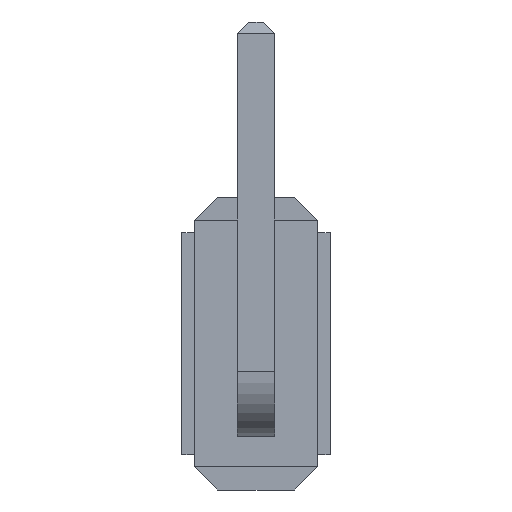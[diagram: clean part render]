
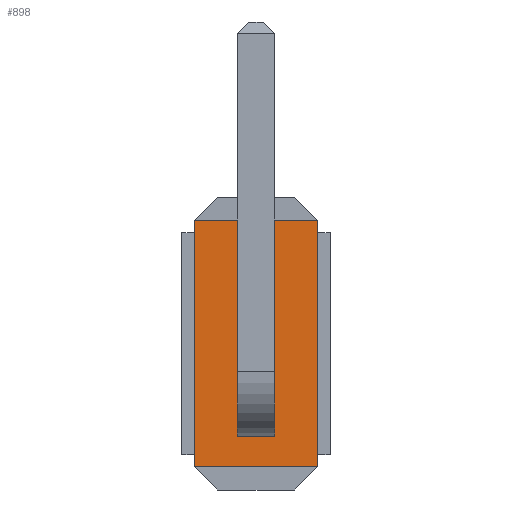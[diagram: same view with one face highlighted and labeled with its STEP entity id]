
A CAD part, front view. The second image highlights one B-rep face of the part: STEP entity #898.
In plain terms, the highlighted planar face has unit normal (0, -1, 0).
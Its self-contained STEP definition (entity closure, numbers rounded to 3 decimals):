
#101 = EDGE_LOOP ( 'NONE', ( #737, #1451, #1279, #1732 ) ) ;
#137 = LINE ( 'NONE', #2627, #1751 ) ;
#179 = VERTEX_POINT ( 'NONE', #2956 ) ;
#292 = PLANE ( 'NONE',  #1768 ) ;
#309 = EDGE_CURVE ( 'NONE', #2019, #697, #1847, .T. ) ;
#325 = VERTEX_POINT ( 'NONE', #2003 ) ;
#333 = VERTEX_POINT ( 'NONE', #2251 ) ;
#471 = CARTESIAN_POINT ( 'NONE',  ( -1.05, 0.54, -2.1 ) ) ;
#494 = VECTOR ( 'NONE', #2339, 1000. ) ;
#507 = CARTESIAN_POINT ( 'NONE',  ( 0.32, 0.54, 2.1 ) ) ;
#553 = VERTEX_POINT ( 'NONE', #632 ) ;
#555 = FACE_BOUND ( 'NONE', #2547, .T. ) ;
#558 = VECTOR ( 'NONE', #2372, 1000. ) ;
#562 = VECTOR ( 'NONE', #2506, 1000. ) ;
#565 = EDGE_CURVE ( 'NONE', #1262, #1596, #3169, .T. ) ;
#627 = CARTESIAN_POINT ( 'NONE',  ( 1.27, 0.54, 2.1 ) ) ;
#629 = CARTESIAN_POINT ( 'NONE',  ( -0.32, 0.54, -1.59 ) ) ;
#632 = CARTESIAN_POINT ( 'NONE',  ( -0.32, 0.54, 1.59 ) ) ;
#633 = ORIENTED_EDGE ( 'NONE', *, *, #2813, .T. ) ;
#692 = VERTEX_POINT ( 'NONE', #2193 ) ;
#697 = VERTEX_POINT ( 'NONE', #1743 ) ;
#737 = ORIENTED_EDGE ( 'NONE', *, *, #930, .F. ) ;
#781 = EDGE_CURVE ( 'NONE', #333, #1262, #2697, .T. ) ;
#798 = CARTESIAN_POINT ( 'NONE',  ( 1.27, 0.54, -1.59 ) ) ;
#811 = ORIENTED_EDGE ( 'NONE', *, *, #3097, .T. ) ;
#893 = CARTESIAN_POINT ( 'NONE',  ( -0.32, 0.54, 2.1 ) ) ;
#898 = ADVANCED_FACE ( 'NONE', ( #1760, #555, #2301 ), #292, .F. ) ;
#903 = DIRECTION ( 'NONE',  ( -1., 0., 0. ) ) ;
#930 = EDGE_CURVE ( 'NONE', #697, #3027, #1597, .T. ) ;
#944 = EDGE_CURVE ( 'NONE', #1820, #179, #2107, .T. ) ;
#949 = LINE ( 'NONE', #893, #494 ) ;
#1059 = CARTESIAN_POINT ( 'NONE',  ( 1.27, 0.54, 2.1 ) ) ;
#1078 = DIRECTION ( 'NONE',  ( 0., 0., 1. ) ) ;
#1110 = DIRECTION ( 'NONE',  ( -1., 0., 0. ) ) ;
#1116 = VECTOR ( 'NONE', #1078, 1000. ) ;
#1212 = LINE ( 'NONE', #2451, #2780 ) ;
#1215 = LINE ( 'NONE', #2179, #1576 ) ;
#1262 = VERTEX_POINT ( 'NONE', #3197 ) ;
#1279 = ORIENTED_EDGE ( 'NONE', *, *, #1970, .F. ) ;
#1328 = EDGE_LOOP ( 'NONE', ( #2125, #633, #2714, #1952 ) ) ;
#1405 = ORIENTED_EDGE ( 'NONE', *, *, #1881, .T. ) ;
#1430 = DIRECTION ( 'NONE',  ( -1., 0., 0. ) ) ;
#1451 = ORIENTED_EDGE ( 'NONE', *, *, #309, .F. ) ;
#1510 = LINE ( 'NONE', #2756, #2244 ) ;
#1526 = EDGE_CURVE ( 'NONE', #1820, #692, #137, .T. ) ;
#1529 = VECTOR ( 'NONE', #2470, 1000. ) ;
#1576 = VECTOR ( 'NONE', #1430, 1000. ) ;
#1596 = VERTEX_POINT ( 'NONE', #2410 ) ;
#1597 = LINE ( 'NONE', #3094, #1116 ) ;
#1631 = VECTOR ( 'NONE', #2703, 1000. ) ;
#1732 = ORIENTED_EDGE ( 'NONE', *, *, #3076, .F. ) ;
#1734 = CARTESIAN_POINT ( 'NONE',  ( -1.05, 0.54, 2.1 ) ) ;
#1743 = CARTESIAN_POINT ( 'NONE',  ( 0.32, 0.54, -1.59 ) ) ;
#1751 = VECTOR ( 'NONE', #3127, 1000. ) ;
#1760 = FACE_OUTER_BOUND ( 'NONE', #1328, .T. ) ;
#1768 = AXIS2_PLACEMENT_3D ( 'NONE', #1059, #1794, #1991 ) ;
#1794 = DIRECTION ( 'NONE',  ( 0., 1., 0. ) ) ;
#1820 = VERTEX_POINT ( 'NONE', #2715 ) ;
#1847 = LINE ( 'NONE', #798, #562 ) ;
#1856 = VECTOR ( 'NONE', #903, 1000. ) ;
#1881 = EDGE_CURVE ( 'NONE', #1596, #553, #1510, .T. ) ;
#1952 = ORIENTED_EDGE ( 'NONE', *, *, #1526, .F. ) ;
#1970 = EDGE_CURVE ( 'NONE', #325, #2019, #949, .T. ) ;
#1982 = LINE ( 'NONE', #1734, #1631 ) ;
#1991 = DIRECTION ( 'NONE',  ( 0., 0., 1. ) ) ;
#2003 = CARTESIAN_POINT ( 'NONE',  ( -0.32, 0.54, -0.95 ) ) ;
#2013 = LINE ( 'NONE', #2355, #1856 ) ;
#2019 = VERTEX_POINT ( 'NONE', #629 ) ;
#2031 = DIRECTION ( 'NONE',  ( 0., 0., 1. ) ) ;
#2107 = LINE ( 'NONE', #627, #3007 ) ;
#2125 = ORIENTED_EDGE ( 'NONE', *, *, #944, .T. ) ;
#2149 = EDGE_CURVE ( 'NONE', #692, #3159, #2013, .T. ) ;
#2179 = CARTESIAN_POINT ( 'NONE',  ( 1.27, 0.54, -0.95 ) ) ;
#2193 = CARTESIAN_POINT ( 'NONE',  ( 1.05, 0.54, -2.1 ) ) ;
#2244 = VECTOR ( 'NONE', #2031, 1000. ) ;
#2251 = CARTESIAN_POINT ( 'NONE',  ( 0.32, 0.54, 1.59 ) ) ;
#2301 = FACE_BOUND ( 'NONE', #101, .T. ) ;
#2339 = DIRECTION ( 'NONE',  ( 0., 0., -1. ) ) ;
#2355 = CARTESIAN_POINT ( 'NONE',  ( 1.27, 0.54, -2.1 ) ) ;
#2372 = DIRECTION ( 'NONE',  ( -1., 0., 0. ) ) ;
#2410 = CARTESIAN_POINT ( 'NONE',  ( -0.32, 0.54, 0.95 ) ) ;
#2418 = DIRECTION ( 'NONE',  ( 1., 0., 0. ) ) ;
#2451 = CARTESIAN_POINT ( 'NONE',  ( 1.27, 0.54, 1.59 ) ) ;
#2470 = DIRECTION ( 'NONE',  ( 0., 0., -1. ) ) ;
#2506 = DIRECTION ( 'NONE',  ( 1., 0., 0. ) ) ;
#2547 = EDGE_LOOP ( 'NONE', ( #3046, #1405, #811, #3191 ) ) ;
#2627 = CARTESIAN_POINT ( 'NONE',  ( 1.05, 0.54, -2.1 ) ) ;
#2697 = LINE ( 'NONE', #507, #1529 ) ;
#2703 = DIRECTION ( 'NONE',  ( 0., 0., -1. ) ) ;
#2714 = ORIENTED_EDGE ( 'NONE', *, *, #2149, .F. ) ;
#2715 = CARTESIAN_POINT ( 'NONE',  ( 1.05, 0.54, 2.1 ) ) ;
#2756 = CARTESIAN_POINT ( 'NONE',  ( -0.32, 0.54, 2.1 ) ) ;
#2780 = VECTOR ( 'NONE', #2418, 1000. ) ;
#2813 = EDGE_CURVE ( 'NONE', #179, #3159, #1982, .T. ) ;
#2854 = CARTESIAN_POINT ( 'NONE',  ( 1.27, 0.54, 0.95 ) ) ;
#2956 = CARTESIAN_POINT ( 'NONE',  ( -1.05, 0.54, 2.1 ) ) ;
#3007 = VECTOR ( 'NONE', #1110, 1000. ) ;
#3012 = CARTESIAN_POINT ( 'NONE',  ( 0.32, 0.54, -0.95 ) ) ;
#3027 = VERTEX_POINT ( 'NONE', #3012 ) ;
#3046 = ORIENTED_EDGE ( 'NONE', *, *, #565, .T. ) ;
#3076 = EDGE_CURVE ( 'NONE', #3027, #325, #1215, .T. ) ;
#3094 = CARTESIAN_POINT ( 'NONE',  ( 0.32, 0.54, 2.1 ) ) ;
#3097 = EDGE_CURVE ( 'NONE', #553, #333, #1212, .T. ) ;
#3127 = DIRECTION ( 'NONE',  ( 0., 0., -1. ) ) ;
#3159 = VERTEX_POINT ( 'NONE', #471 ) ;
#3169 = LINE ( 'NONE', #2854, #558 ) ;
#3191 = ORIENTED_EDGE ( 'NONE', *, *, #781, .T. ) ;
#3197 = CARTESIAN_POINT ( 'NONE',  ( 0.32, 0.54, 0.95 ) ) ;
